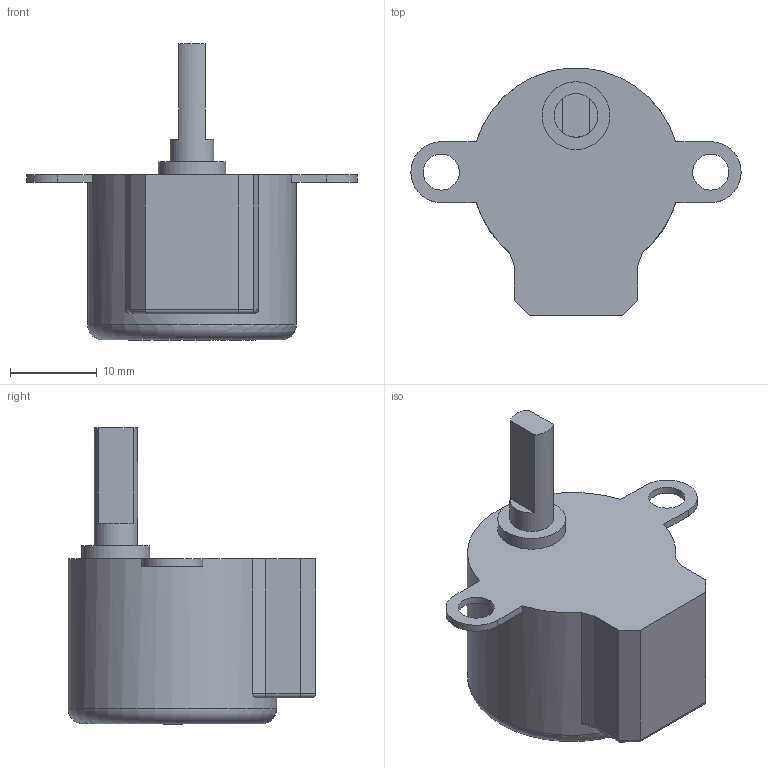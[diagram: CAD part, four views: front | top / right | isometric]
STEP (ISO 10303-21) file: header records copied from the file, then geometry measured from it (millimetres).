
FILE_DESCRIPTION( ( '' ), ' ' );
FILE_NAME( '5b3490233703300be423e791.step', '2018-06-28T07:37:07', ( '' ), ( '' ), ' ', ' ', ' ' );
FILE_SCHEMA( ( 'AUTOMOTIVE_DESIGN { 1 0 10303 214 1 1 1 1 }' ) );
Length unit declared in the file: metre
Products named in the file (1): Part 1
Bounding box: 38 x 28.48 x 34.15 mm (x, y, z)
Volume: 10028.5 mm3; surface area: 2990.5 mm2
Topology: 1 solids, 1 shells, 220 faces, 590 edges, 391 vertices
Faces by surface type: plane 137, extrusion 68, cylinder 14, torus 1
Full cylindrical faces by diameter (mm): 4.15 x2, 5 x1, 7.8 x1, 24 x1
Entity records: 8633 total; most frequent: CARTESIAN_POINT 1618, ORIENTED_EDGE 1164, DIRECTION 847, EDGE_CURVE 582, VECTOR 483, LINE 415, VERTEX_POINT 389, EDGE_LOOP 249
